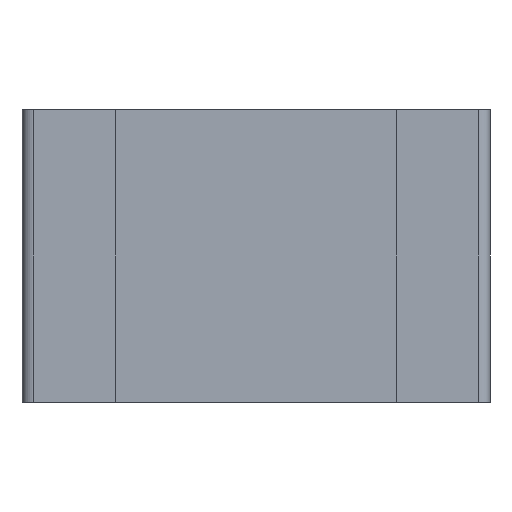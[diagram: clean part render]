
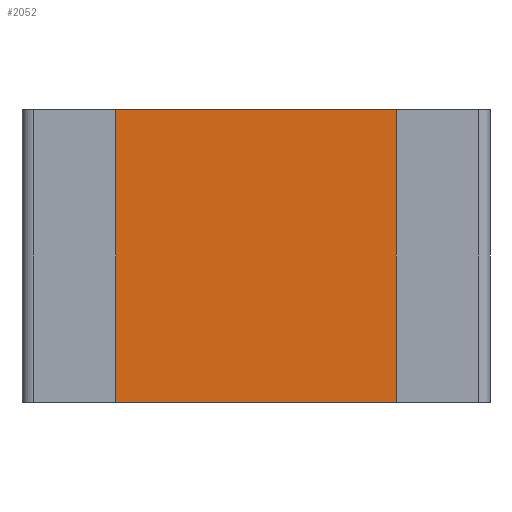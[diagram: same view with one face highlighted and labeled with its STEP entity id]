
A CAD part, front view. The second image highlights one B-rep face of the part: STEP entity #2052.
In plain terms, the highlighted planar face has unit normal (0, -1, 0).
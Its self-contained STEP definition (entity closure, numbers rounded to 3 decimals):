
#21 = LINE ( 'NONE', #6392, #5783 ) ;
#178 = FACE_OUTER_BOUND ( 'NONE', #3994, .T. ) ;
#227 = VECTOR ( 'NONE', #3516, 1000. ) ;
#486 = CARTESIAN_POINT ( 'NONE',  ( 0.95, 0.05, -0.625 ) ) ;
#782 = ORIENTED_EDGE ( 'NONE', *, *, #3108, .F. ) ;
#877 = LINE ( 'NONE', #3517, #5159 ) ;
#1163 = CARTESIAN_POINT ( 'NONE',  ( 0.95, 0.05, -0.625 ) ) ;
#1492 = CARTESIAN_POINT ( 'NONE',  ( -0.95, 0.05, -0.625 ) ) ;
#1833 = AXIS2_PLACEMENT_3D ( 'NONE', #2087, #2666, #6105 ) ;
#1962 = ORIENTED_EDGE ( 'NONE', *, *, #6239, .F. ) ;
#2052 = ADVANCED_FACE ( 'NONE', ( #178 ), #3623, .F. ) ;
#2087 = CARTESIAN_POINT ( 'NONE',  ( 0., 0.05, 0. ) ) ;
#2414 = CARTESIAN_POINT ( 'NONE',  ( 0.95, 0.05, 0.625 ) ) ;
#2651 = CARTESIAN_POINT ( 'NONE',  ( -0.95, 0.05, 0.625 ) ) ;
#2666 = DIRECTION ( 'NONE',  ( 0., 1., 0. ) ) ;
#3046 = CARTESIAN_POINT ( 'NONE',  ( -0.95, 0.05, -0.625 ) ) ;
#3105 = VECTOR ( 'NONE', #3116, 1000. ) ;
#3108 = EDGE_CURVE ( 'NONE', #3686, #6394, #5550, .T. ) ;
#3116 = DIRECTION ( 'NONE',  ( 0., 0., -1. ) ) ;
#3466 = DIRECTION ( 'NONE',  ( -1., 0., 0. ) ) ;
#3516 = DIRECTION ( 'NONE',  ( 0., 0., 1. ) ) ;
#3517 = CARTESIAN_POINT ( 'NONE',  ( -0.95, 0.05, 0.625 ) ) ;
#3614 = LINE ( 'NONE', #1163, #3105 ) ;
#3623 = PLANE ( 'NONE',  #1833 ) ;
#3686 = VERTEX_POINT ( 'NONE', #3046 ) ;
#3841 = DIRECTION ( 'NONE',  ( 1., 0., 0. ) ) ;
#3994 = EDGE_LOOP ( 'NONE', ( #782, #1962, #4427, #5090 ) ) ;
#4427 = ORIENTED_EDGE ( 'NONE', *, *, #6369, .F. ) ;
#5090 = ORIENTED_EDGE ( 'NONE', *, *, #6084, .F. ) ;
#5151 = VERTEX_POINT ( 'NONE', #2414 ) ;
#5159 = VECTOR ( 'NONE', #3841, 1000. ) ;
#5338 = VERTEX_POINT ( 'NONE', #486 ) ;
#5550 = LINE ( 'NONE', #1492, #227 ) ;
#5783 = VECTOR ( 'NONE', #3466, 1000. ) ;
#6084 = EDGE_CURVE ( 'NONE', #6394, #5151, #877, .T. ) ;
#6105 = DIRECTION ( 'NONE',  ( 0., 0., 1. ) ) ;
#6239 = EDGE_CURVE ( 'NONE', #5338, #3686, #21, .T. ) ;
#6369 = EDGE_CURVE ( 'NONE', #5151, #5338, #3614, .T. ) ;
#6392 = CARTESIAN_POINT ( 'NONE',  ( -0.95, 0.05, -0.625 ) ) ;
#6394 = VERTEX_POINT ( 'NONE', #2651 ) ;
